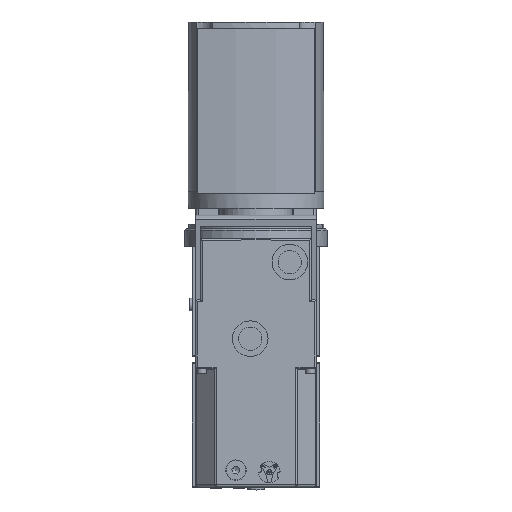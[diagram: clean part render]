
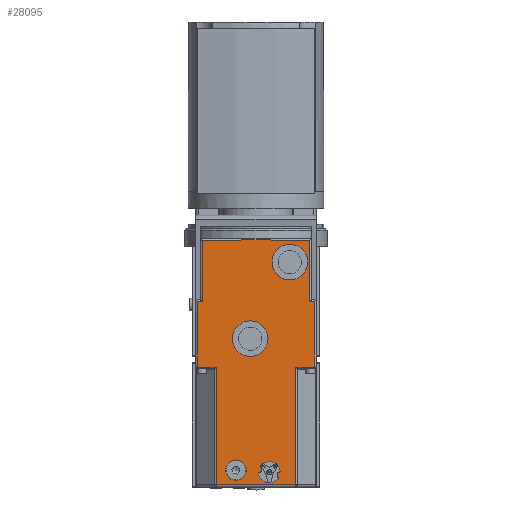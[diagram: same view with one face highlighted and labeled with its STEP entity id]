
A CAD part, top view. The second image highlights one B-rep face of the part: STEP entity #28095.
In plain terms, the highlighted planar face has unit normal (0, 0, 1).
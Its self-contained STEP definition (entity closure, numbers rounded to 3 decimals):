
#17549=CARTESIAN_POINT('',(44.672,-8.4,106.5));
#17550=VERTEX_POINT('',#17549);
#17629=CARTESIAN_POINT('',(44.672,-140.5,106.5));
#17630=VERTEX_POINT('',#17629);
#17706=CARTESIAN_POINT('',(-44.672,-140.5,106.5));
#17707=VERTEX_POINT('',#17706);
#17813=CARTESIAN_POINT('',(-44.672,-8.4,106.5));
#17814=VERTEX_POINT('',#17813);
#18074=CARTESIAN_POINT('',(-65.9,-8.4,106.5));
#18075=VERTEX_POINT('',#18074);
#22489=CARTESIAN_POINT('',(15.,-120.5,106.5));
#22490=VERTEX_POINT('',#22489);
#22491=CARTESIAN_POINT('',(15.,-132.1,106.5));
#22492=VERTEX_POINT('',#22491);
#22493=CARTESIAN_POINT('',(15.,-126.3,106.5));
#22494=DIRECTION('',(0.,0.,1.));
#22495=DIRECTION('',(-0.966,0.259,0.));
#22496=AXIS2_PLACEMENT_3D('',#22493,#22494,#22495);
#22497=CIRCLE('',#22496,5.8);
#22498=EDGE_CURVE('',#22490,#22492,#22497,.T.);
#22521=CARTESIAN_POINT('',(15.,-126.3,106.5));
#22522=DIRECTION('',(0.,0.,1.));
#22523=DIRECTION('',(0.966,-0.259,0.));
#22524=AXIS2_PLACEMENT_3D('',#22521,#22522,#22523);
#22525=CIRCLE('',#22524,5.8);
#22526=EDGE_CURVE('',#22492,#22490,#22525,.T.);
#22560=CARTESIAN_POINT('',(-11.,-124.,106.5));
#22561=VERTEX_POINT('',#22560);
#22562=CARTESIAN_POINT('',(-22.5,-124.,106.5));
#22563=DIRECTION('',(0.0,0.0,-1.0));
#22564=DIRECTION('',(1.0,0.0,0.0));
#22565=AXIS2_PLACEMENT_3D('',#22562,#22563,#22564);
#22566=CIRCLE('',#22565,11.5);
#22567=EDGE_CURVE('',#22561,#22561,#22566,.T.);
#22583=CARTESIAN_POINT('',(18.,109.5,106.5));
#22584=VERTEX_POINT('',#22583);
#22585=CARTESIAN_POINT('',(38.0,109.5,106.5));
#22586=DIRECTION('',(0.0,0.0,-1.0));
#22587=DIRECTION('',(-1.0,0.0,0.0));
#22588=AXIS2_PLACEMENT_3D('',#22585,#22586,#22587);
#22589=CIRCLE('',#22588,20.0);
#22590=EDGE_CURVE('',#22584,#22584,#22589,.T.);
#22603=CARTESIAN_POINT('',(13.5,23.5,106.5));
#22604=VERTEX_POINT('',#22603);
#22605=CARTESIAN_POINT('',(-6.5,23.5,106.5));
#22606=DIRECTION('',(0.0,0.0,-1.0));
#22607=DIRECTION('',(1.0,0.0,0.0));
#22608=AXIS2_PLACEMENT_3D('',#22605,#22606,#22607);
#22609=CIRCLE('',#22608,20.0);
#22610=EDGE_CURVE('',#22604,#22604,#22609,.T.);
#22620=CARTESIAN_POINT('',(-60.4,65.4,106.5));
#22621=VERTEX_POINT('',#22620);
#22622=CARTESIAN_POINT('',(-60.4,133.953,106.5));
#22623=VERTEX_POINT('',#22622);
#22624=CARTESIAN_POINT('',(-60.4,65.4,106.5));
#22625=DIRECTION('',(0.0,1.0,0.0));
#22626=VECTOR('',#22625,68.553);
#22627=LINE('',#22624,#22626);
#22628=EDGE_CURVE('',#22621,#22623,#22627,.T.);
#22679=CARTESIAN_POINT('',(65.9,-8.4,106.5));
#22680=VERTEX_POINT('',#22679);
#22688=CARTESIAN_POINT('',(65.9,-8.4,106.5));
#22689=DIRECTION('',(-1.0,0.0,0.0));
#22690=VECTOR('',#22689,21.228);
#22691=LINE('',#22688,#22690);
#22692=EDGE_CURVE('',#22680,#17550,#22691,.T.);
#22703=CARTESIAN_POINT('',(44.672,-140.5,106.5));
#22704=DIRECTION('',(0.0,1.0,0.0));
#22705=VECTOR('',#22704,132.1);
#22706=LINE('',#22703,#22705);
#22707=EDGE_CURVE('',#17630,#17550,#22706,.T.);
#22731=CARTESIAN_POINT('',(44.672,-140.5,106.5));
#22732=DIRECTION('',(-1.0,0.0,0.0));
#22733=VECTOR('',#22732,89.343);
#22734=LINE('',#22731,#22733);
#22735=EDGE_CURVE('',#17630,#17707,#22734,.T.);
#22749=CARTESIAN_POINT('',(-44.672,-8.4,106.5));
#22750=DIRECTION('',(0.0,-1.0,0.0));
#22751=VECTOR('',#22750,132.1);
#22752=LINE('',#22749,#22751);
#22753=EDGE_CURVE('',#17814,#17707,#22752,.T.);
#22765=CARTESIAN_POINT('',(-44.672,-8.4,106.5));
#22766=DIRECTION('',(-1.0,0.0,0.0));
#22767=VECTOR('',#22766,21.228);
#22768=LINE('',#22765,#22767);
#22769=EDGE_CURVE('',#17814,#18075,#22768,.T.);
#22783=CARTESIAN_POINT('',(-65.9,65.4,106.5));
#22784=VERTEX_POINT('',#22783);
#22785=CARTESIAN_POINT('',(-65.9,65.4,106.5));
#22786=DIRECTION('',(1.0,0.0,0.0));
#22787=VECTOR('',#22786,5.5);
#22788=LINE('',#22785,#22787);
#22789=EDGE_CURVE('',#22784,#22621,#22788,.T.);
#22866=CARTESIAN_POINT('',(60.4,133.953,106.5));
#22867=VERTEX_POINT('',#22866);
#22875=CARTESIAN_POINT('',(60.4,65.4,106.5));
#22876=VERTEX_POINT('',#22875);
#22877=CARTESIAN_POINT('',(60.4,133.953,106.5));
#22878=DIRECTION('',(0.0,-1.0,0.0));
#22879=VECTOR('',#22878,68.553);
#22880=LINE('',#22877,#22879);
#22881=EDGE_CURVE('',#22867,#22876,#22880,.T.);
#22898=CARTESIAN_POINT('',(0.,134.4,106.5));
#22899=VERTEX_POINT('',#22898);
#22900=CARTESIAN_POINT('',(-60.4,133.953,106.5));
#22901=DIRECTION('',(1.,0.007,0.0));
#22902=VECTOR('',#22901,60.402);
#22903=LINE('',#22900,#22902);
#22904=EDGE_CURVE('',#22623,#22899,#22903,.T.);
#24198=CARTESIAN_POINT('',(-65.9,-8.4,106.5));
#24199=DIRECTION('',(0.0,1.0,0.0));
#24200=VECTOR('',#24199,73.8);
#24201=LINE('',#24198,#24200);
#24202=EDGE_CURVE('',#18075,#22784,#24201,.T.);
#28045=CARTESIAN_POINT('',(22.5,-123.5,106.5));
#28046=DIRECTION('',(0.0,0.0,1.0));
#28047=DIRECTION('',(1.0,0.0,0.0));
#28048=AXIS2_PLACEMENT_3D('',#28045,#28046,#28047);
#28049=PLANE('',#28048);
#28050=ORIENTED_EDGE('',*,*,#22789,.F.);
#28051=ORIENTED_EDGE('',*,*,#24202,.F.);
#28052=ORIENTED_EDGE('',*,*,#22769,.F.);
#28053=ORIENTED_EDGE('',*,*,#22753,.T.);
#28054=ORIENTED_EDGE('',*,*,#22735,.F.);
#28055=ORIENTED_EDGE('',*,*,#22707,.T.);
#28056=ORIENTED_EDGE('',*,*,#22692,.F.);
#28057=CARTESIAN_POINT('',(65.9,65.4,106.5));
#28058=VERTEX_POINT('',#28057);
#28059=CARTESIAN_POINT('',(65.9,65.4,106.5));
#28060=DIRECTION('',(0.0,-1.0,0.0));
#28061=VECTOR('',#28060,73.8);
#28062=LINE('',#28059,#28061);
#28063=EDGE_CURVE('',#28058,#22680,#28062,.T.);
#28064=ORIENTED_EDGE('',*,*,#28063,.F.);
#28065=CARTESIAN_POINT('',(60.4,65.4,106.5));
#28066=DIRECTION('',(1.0,0.0,0.0));
#28067=VECTOR('',#28066,5.5);
#28068=LINE('',#28065,#28067);
#28069=EDGE_CURVE('',#22876,#28058,#28068,.T.);
#28070=ORIENTED_EDGE('',*,*,#28069,.F.);
#28071=ORIENTED_EDGE('',*,*,#22881,.F.);
#28072=CARTESIAN_POINT('',(0.,134.4,106.5));
#28073=DIRECTION('',(1.,-0.007,0.0));
#28074=VECTOR('',#28073,60.402);
#28075=LINE('',#28072,#28074);
#28076=EDGE_CURVE('',#22899,#22867,#28075,.T.);
#28077=ORIENTED_EDGE('',*,*,#28076,.F.);
#28078=ORIENTED_EDGE('',*,*,#22904,.F.);
#28079=ORIENTED_EDGE('',*,*,#22628,.F.);
#28080=EDGE_LOOP('',(#28050,#28051,#28052,#28053,#28054,#28055,#28056,#28064,#28070,#28071,#28077,#28078,#28079));
#28081=FACE_OUTER_BOUND('',#28080,.T.);
#28082=ORIENTED_EDGE('',*,*,#22610,.T.);
#28083=EDGE_LOOP('',(#28082));
#28084=FACE_BOUND('',#28083,.T.);
#28085=ORIENTED_EDGE('',*,*,#22590,.T.);
#28086=EDGE_LOOP('',(#28085));
#28087=FACE_BOUND('',#28086,.T.);
#28088=ORIENTED_EDGE('',*,*,#22567,.T.);
#28089=EDGE_LOOP('',(#28088));
#28090=FACE_BOUND('',#28089,.T.);
#28091=ORIENTED_EDGE('',*,*,#22526,.F.);
#28092=ORIENTED_EDGE('',*,*,#22498,.F.);
#28093=EDGE_LOOP('',(#28091,#28092));
#28094=FACE_BOUND('',#28093,.T.);
#28095=ADVANCED_FACE('',(#28081,#28084,#28087,#28090,#28094),#28049,.T.);
